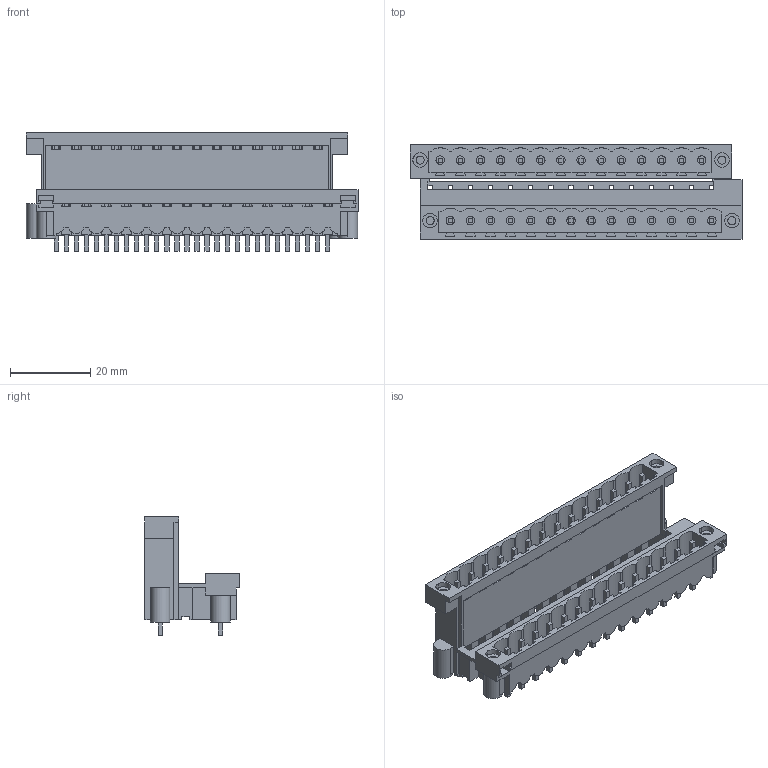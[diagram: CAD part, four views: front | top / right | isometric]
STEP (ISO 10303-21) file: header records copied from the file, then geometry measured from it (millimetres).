
FILE_DESCRIPTION(('CATIA V5 STEP Exchange','CAx-IF Rec.Pracs.--- Model Styling and Organization---1.2---2011-12-15'),'2;1');
FILE_NAME ('D1458333_0_1881390000_1881390000.stp','2018-03-30T11:57:29+00:00',('none'),('Weidmueller'),'CATIA Version 5-6 Release 2014','CATIA V5 STEP AP214','none');
FILE_SCHEMA(('AUTOMOTIVE_DESIGN { 1 0 10303 214 1 1 1 1 }'));
Length unit declared in the file: millimetre
Products named in the file (1): 1881390000
Bounding box: 82.5 x 23.43 x 29.36 mm (x, y, z)
Volume: 13064.7 mm3; surface area: 20989.5 mm2
Topology: 33 solids, 33 shells, 1171 faces, 3587 edges, 2445 vertices
Faces by surface type: plane 1038, cylinder 133
Entity records: 39509 total; most frequent: CARTESIAN_POINT 7226, ORIENTED_EDGE 7174, DIRECTION 5314, EDGE_CURVE 3587, VECTOR 3239, LINE 3239, VERTEX_POINT 2445, EDGE_LOOP 1294
